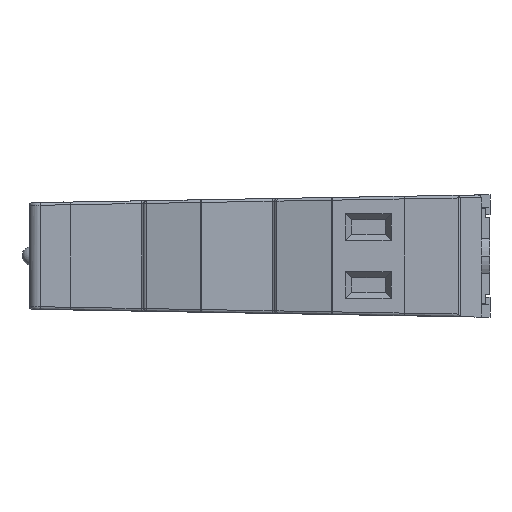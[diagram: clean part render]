
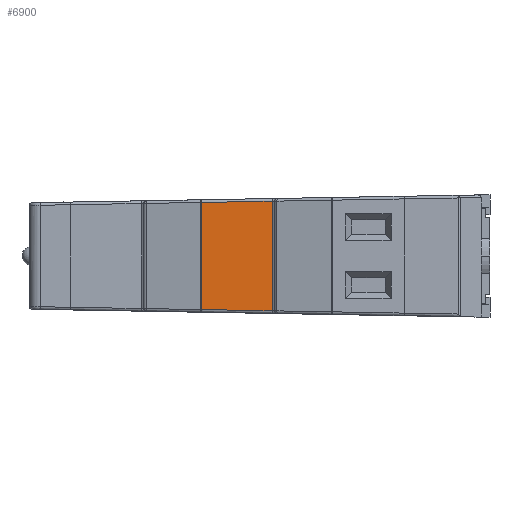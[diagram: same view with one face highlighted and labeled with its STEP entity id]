
A CAD part, left-side view. The second image highlights one B-rep face of the part: STEP entity #6900.
In plain terms, the highlighted planar face has unit normal (-1, 0, 0).
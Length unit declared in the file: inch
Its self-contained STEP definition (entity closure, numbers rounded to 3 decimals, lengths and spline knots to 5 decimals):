
#2140 = CARTESIAN_POINT ( 'NONE',  ( -1.32, 1.218, -0.30624 ) ) ;
#4259 = VECTOR ( 'NONE', #34615, 39.37008 ) ;
#6900 = ADVANCED_FACE ( 'NONE', ( #18764 ), #43747, .F. ) ;
#8177 = CARTESIAN_POINT ( 'NONE',  ( -1.32, 1.61369, 0.29933 ) ) ;
#10861 = LINE ( 'NONE', #26058, #40620 ) ;
#11431 = CARTESIAN_POINT ( 'NONE',  ( -1.32, 2.13175, 0.29029 ) ) ;
#12900 = DIRECTION ( 'NONE',  ( 1., 0., 0. ) ) ;
#14870 = CARTESIAN_POINT ( 'NONE',  ( -1.32, 1.61369, -0.31431 ) ) ;
#15826 = LINE ( 'NONE', #11431, #4259 ) ;
#18764 = FACE_OUTER_BOUND ( 'NONE', #44548, .T. ) ;
#18823 = DIRECTION ( 'NONE',  ( 0., -1., -0.017 ) ) ;
#18972 = VECTOR ( 'NONE', #44812, 39.37008 ) ;
#20202 = LINE ( 'NONE', #48905, #18972 ) ;
#24143 = VERTEX_POINT ( 'NONE', #8177 ) ;
#24532 = ORIENTED_EDGE ( 'NONE', *, *, #48536, .T. ) ;
#24989 = VECTOR ( 'NONE', #42000, 39.37008 ) ;
#26058 = CARTESIAN_POINT ( 'NONE',  ( -1.32, 2.08682, -0.29107 ) ) ;
#26531 = ORIENTED_EDGE ( 'NONE', *, *, #47940, .T. ) ;
#34615 = DIRECTION ( 'NONE',  ( 0., 1., -0.017 ) ) ;
#36092 = CARTESIAN_POINT ( 'NONE',  ( -1.32, 2.10421, -1.2875 ) ) ;
#36852 = AXIS2_PLACEMENT_3D ( 'NONE', #36092, #12900, #40008 ) ;
#39023 = ORIENTED_EDGE ( 'NONE', *, *, #45784, .T. ) ;
#39479 = VERTEX_POINT ( 'NONE', #2140 ) ;
#40008 = DIRECTION ( 'NONE',  ( 0., 0., -1. ) ) ;
#40284 = VERTEX_POINT ( 'NONE', #42147 ) ;
#40620 = VECTOR ( 'NONE', #18823, 39.37008 ) ;
#40885 = ORIENTED_EDGE ( 'NONE', *, *, #49028, .T. ) ;
#42000 = DIRECTION ( 'NONE',  ( 0., 0., -1. ) ) ;
#42147 = CARTESIAN_POINT ( 'NONE',  ( -1.32, 1.61369, -0.29933 ) ) ;
#43747 = PLANE ( 'NONE',  #36852 ) ;
#44548 = EDGE_LOOP ( 'NONE', ( #40885, #39023, #24532, #26531 ) ) ;
#44812 = DIRECTION ( 'NONE',  ( 0., 0., 1. ) ) ;
#45668 = LINE ( 'NONE', #14870, #24989 ) ;
#45743 = CARTESIAN_POINT ( 'NONE',  ( -1.32, 1.218, 0.30624 ) ) ;
#45784 = EDGE_CURVE ( 'NONE', #39479, #49476, #20202, .T. ) ;
#47940 = EDGE_CURVE ( 'NONE', #24143, #40284, #45668, .T. ) ;
#48536 = EDGE_CURVE ( 'NONE', #49476, #24143, #15826, .T. ) ;
#48905 = CARTESIAN_POINT ( 'NONE',  ( -1.32, 1.218, 0.3215 ) ) ;
#49028 = EDGE_CURVE ( 'NONE', #40284, #39479, #10861, .T. ) ;
#49476 = VERTEX_POINT ( 'NONE', #45743 ) ;
